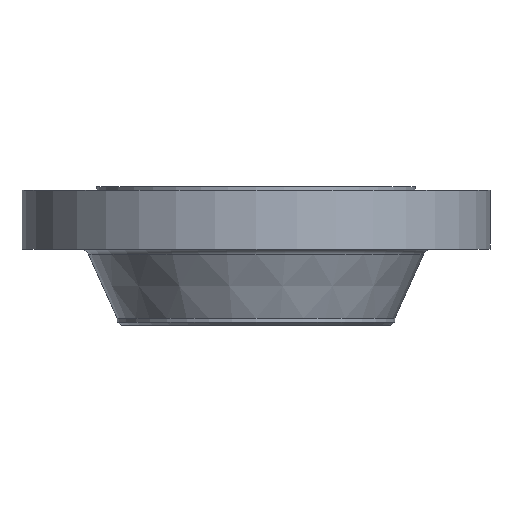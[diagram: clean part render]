
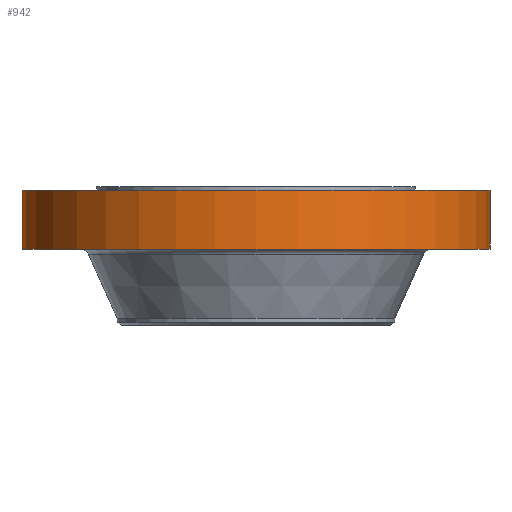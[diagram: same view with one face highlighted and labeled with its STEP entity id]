
A CAD part, front view. The second image highlights one B-rep face of the part: STEP entity #942.
In plain terms, the highlighted cylindrical face has radius 428.625 mm (diameter 857.25 mm), a partial arc.
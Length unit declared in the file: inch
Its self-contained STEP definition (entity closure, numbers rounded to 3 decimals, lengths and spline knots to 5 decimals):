
#118 = VERTEX_POINT ( 'NONE', #1214 ) ;
#135 = VERTEX_POINT ( 'NONE', #614 ) ;
#136 = DIRECTION ( 'NONE',  ( 1., 0., 0. ) ) ;
#155 = AXIS2_PLACEMENT_3D ( 'NONE', #619, #761, #136 ) ;
#170 = EDGE_LOOP ( 'NONE', ( #886, #527, #1565, #1949 ) ) ;
#231 = DIRECTION ( 'NONE',  ( 0., 0., 1. ) ) ;
#295 = CARTESIAN_POINT ( 'NONE',  ( -16.875, 0., -4.5 ) ) ;
#445 = DIRECTION ( 'NONE',  ( 0., 0., 1. ) ) ;
#527 = ORIENTED_EDGE ( 'NONE', *, *, #1678, .T. ) ;
#580 = LINE ( 'NONE', #1852, #879 ) ;
#614 = CARTESIAN_POINT ( 'NONE',  ( -16.875, 0., -0.25 ) ) ;
#619 = CARTESIAN_POINT ( 'NONE',  ( 0., 0., -4.5 ) ) ;
#631 = VECTOR ( 'NONE', #231, 39.37008 ) ;
#709 = CARTESIAN_POINT ( 'NONE',  ( 0., 0., -0.25 ) ) ;
#761 = DIRECTION ( 'NONE',  ( 0., 0., 1. ) ) ;
#830 = EDGE_CURVE ( 'NONE', #1464, #135, #1969, .T. ) ;
#865 = DIRECTION ( 'NONE',  ( 1., 0., 0. ) ) ;
#879 = VECTOR ( 'NONE', #445, 39.37008 ) ;
#886 = ORIENTED_EDGE ( 'NONE', *, *, #830, .F. ) ;
#942 = ADVANCED_FACE ( 'NONE', ( #1368 ), #2015, .T. ) ;
#964 = EDGE_CURVE ( 'NONE', #1098, #118, #580, .T. ) ;
#1098 = VERTEX_POINT ( 'NONE', #1266 ) ;
#1152 = AXIS2_PLACEMENT_3D ( 'NONE', #709, #1193, #865 ) ;
#1157 = CARTESIAN_POINT ( 'NONE',  ( -16.875, 0., 0. ) ) ;
#1160 = EDGE_CURVE ( 'NONE', #135, #118, #1180, .T. ) ;
#1180 = CIRCLE ( 'NONE', #1152, 16.875 ) ;
#1193 = DIRECTION ( 'NONE',  ( 0., 0., 1. ) ) ;
#1214 = CARTESIAN_POINT ( 'NONE',  ( 16.875, 0., -0.25 ) ) ;
#1215 = CARTESIAN_POINT ( 'NONE',  ( 0., 0., 0. ) ) ;
#1246 = AXIS2_PLACEMENT_3D ( 'NONE', #1215, #1547, #2005 ) ;
#1266 = CARTESIAN_POINT ( 'NONE',  ( 16.875, 0., -4.5 ) ) ;
#1368 = FACE_OUTER_BOUND ( 'NONE', #170, .T. ) ;
#1464 = VERTEX_POINT ( 'NONE', #295 ) ;
#1547 = DIRECTION ( 'NONE',  ( 0., 0., 1. ) ) ;
#1565 = ORIENTED_EDGE ( 'NONE', *, *, #964, .T. ) ;
#1678 = EDGE_CURVE ( 'NONE', #1464, #1098, #1863, .T. ) ;
#1852 = CARTESIAN_POINT ( 'NONE',  ( 16.875, 0., 0. ) ) ;
#1863 = CIRCLE ( 'NONE', #155, 16.875 ) ;
#1949 = ORIENTED_EDGE ( 'NONE', *, *, #1160, .F. ) ;
#1969 = LINE ( 'NONE', #1157, #631 ) ;
#2005 = DIRECTION ( 'NONE',  ( 1., 0., 0. ) ) ;
#2015 = CYLINDRICAL_SURFACE ( 'NONE', #1246, 16.875 ) ;
